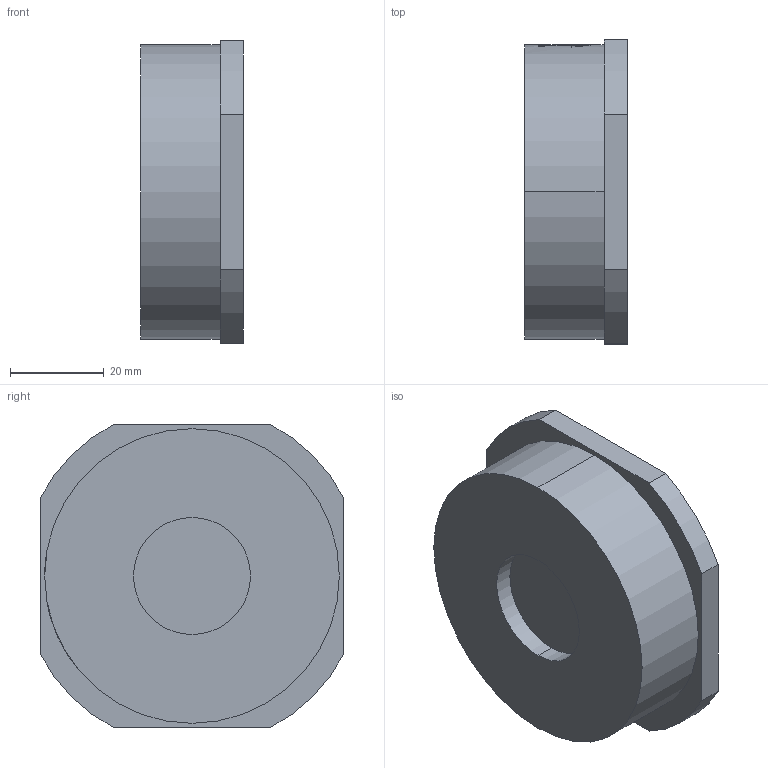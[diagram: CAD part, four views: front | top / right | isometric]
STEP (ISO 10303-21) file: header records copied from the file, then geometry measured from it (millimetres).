
FILE_DESCRIPTION (( 'STEP AP214' ), '1' );
FILE_NAME ('930-025.STEP', '2012-06-26T09:00:21', ( 'rals' ), ( 'Hewlett-Packard Company' ), 'SwSTEP 2.0', 'SolidWorks 2011', '' );
FILE_SCHEMA (( 'AUTOMOTIVE_DESIGN' ));
Length unit declared in the file: millimetre
Products named in the file (1): 930-025
Bounding box: 22 x 65 x 65 mm (x, y, z)
Volume: 67870.8 mm3; surface area: 12632.6 mm2
Topology: 1 solids, 1 shells, 97 faces, 258 edges, 172 vertices
Faces by surface type: bspline 43, plane 38, cylinder 16
Entity records: 6700 total; most frequent: CARTESIAN_POINT 4621, ORIENTED_EDGE 516, DIRECTION 268, EDGE_CURVE 258, VERTEX_POINT 172, B_SPLINE_CURVE_WITH_KNOTS 150, EDGE_LOOP 106, AXIS2_PLACEMENT_3D 105
